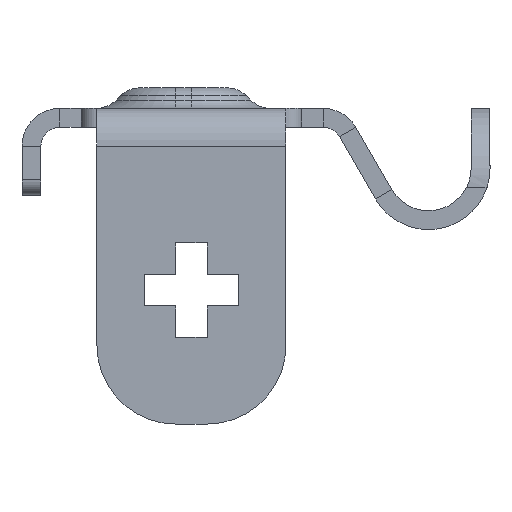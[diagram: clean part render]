
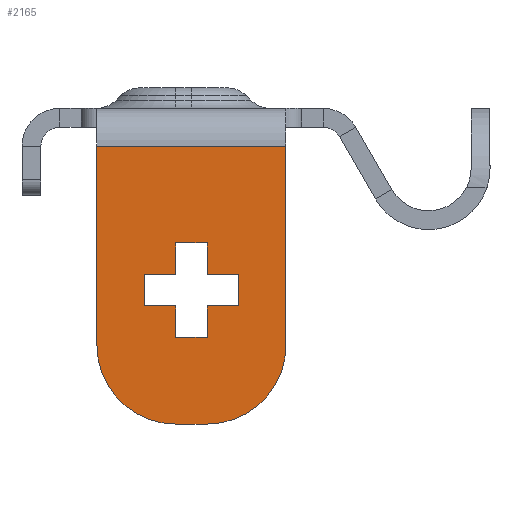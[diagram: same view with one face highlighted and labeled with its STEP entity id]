
A CAD part, front view. The second image highlights one B-rep face of the part: STEP entity #2165.
In plain terms, the highlighted planar face has unit normal (0, -1, 0).
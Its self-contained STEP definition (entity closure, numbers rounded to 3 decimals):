
#153 = ORIENTED_EDGE ( 'NONE', *, *, #2176, .F. ) ;
#222 = CARTESIAN_POINT ( 'NONE',  ( -2.493, -112.703, -12.543 ) ) ;
#232 = DIRECTION ( 'NONE',  ( -1., 0., 0. ) ) ;
#258 = DIRECTION ( 'NONE',  ( 0., 1., 0. ) ) ;
#440 = CARTESIAN_POINT ( 'NONE',  ( 6.507, -112.703, -2.4 ) ) ;
#457 = CIRCLE ( 'NONE', #6067, 5. ) ;
#495 = EDGE_CURVE ( 'NONE', #2171, #5444, #3512, .T. ) ;
#549 = EDGE_CURVE ( 'NONE', #3265, #1271, #6920, .T. ) ;
#550 = LINE ( 'NONE', #3615, #6336 ) ;
#555 = ORIENTED_EDGE ( 'NONE', *, *, #1504, .F. ) ;
#661 = VECTOR ( 'NONE', #7631, 1000. ) ;
#703 = VECTOR ( 'NONE', #7335, 1000. ) ;
#711 = CARTESIAN_POINT ( 'NONE',  ( -0.493, -112.703, -14.543 ) ) ;
#736 = VERTEX_POINT ( 'NONE', #3590 ) ;
#787 = CARTESIAN_POINT ( 'NONE',  ( 1.507, -112.703, -8.543 ) ) ;
#791 = EDGE_CURVE ( 'NONE', #3056, #2108, #4701, .T. ) ;
#844 = EDGE_LOOP ( 'NONE', ( #2371, #153, #7200, #6982, #875, #3616, #5525, #1393, #7805, #4117, #5940, #555 ) ) ;
#875 = ORIENTED_EDGE ( 'NONE', *, *, #2703, .F. ) ;
#1046 = EDGE_CURVE ( 'NONE', #736, #8095, #1270, .T. ) ;
#1133 = EDGE_LOOP ( 'NONE', ( #6368, #7319, #5705, #4184, #5218, #2622 ) ) ;
#1145 = DIRECTION ( 'NONE',  ( 0., 0., -1. ) ) ;
#1174 = DIRECTION ( 'NONE',  ( 0., 0., -1. ) ) ;
#1219 = CARTESIAN_POINT ( 'NONE',  ( 6.507, -112.703, -15.043 ) ) ;
#1270 = LINE ( 'NONE', #1908, #3255 ) ;
#1271 = VERTEX_POINT ( 'NONE', #5613 ) ;
#1277 = CARTESIAN_POINT ( 'NONE',  ( -2.493, -112.703, -10.543 ) ) ;
#1285 = CARTESIAN_POINT ( 'NONE',  ( 1.507, -112.703, -14.543 ) ) ;
#1382 = VECTOR ( 'NONE', #2823, 1000. ) ;
#1393 = ORIENTED_EDGE ( 'NONE', *, *, #549, .F. ) ;
#1432 = VERTEX_POINT ( 'NONE', #3315 ) ;
#1439 = CARTESIAN_POINT ( 'NONE',  ( 6.507, -112.703, -20.043 ) ) ;
#1481 = DIRECTION ( 'NONE',  ( -1., 0., 0. ) ) ;
#1504 = EDGE_CURVE ( 'NONE', #8095, #3056, #5225, .T. ) ;
#1530 = CIRCLE ( 'NONE', #7939, 5. ) ;
#1608 = FACE_BOUND ( 'NONE', #844, .T. ) ;
#1627 = DIRECTION ( 'NONE',  ( 1., 0., 0. ) ) ;
#1908 = CARTESIAN_POINT ( 'NONE',  ( 1.507, -112.703, -8.543 ) ) ;
#1911 = VECTOR ( 'NONE', #1627, 1000. ) ;
#1966 = DIRECTION ( 'NONE',  ( 0., 0., 1. ) ) ;
#2002 = CARTESIAN_POINT ( 'NONE',  ( -0.493, -112.703, -12.543 ) ) ;
#2011 = EDGE_CURVE ( 'NONE', #4849, #7253, #7120, .T. ) ;
#2108 = VERTEX_POINT ( 'NONE', #3454 ) ;
#2129 = VERTEX_POINT ( 'NONE', #2867 ) ;
#2165 = ADVANCED_FACE ( 'NONE', ( #1608, #3583 ), #6128, .F. ) ;
#2171 = VERTEX_POINT ( 'NONE', #4654 ) ;
#2176 = EDGE_CURVE ( 'NONE', #6516, #736, #6697, .T. ) ;
#2199 = DIRECTION ( 'NONE',  ( -1., 0., 0. ) ) ;
#2222 = EDGE_CURVE ( 'NONE', #7253, #2264, #457, .T. ) ;
#2264 = VERTEX_POINT ( 'NONE', #1219 ) ;
#2291 = DIRECTION ( 'NONE',  ( -1., 0., 0. ) ) ;
#2371 = ORIENTED_EDGE ( 'NONE', *, *, #1046, .F. ) ;
#2610 = EDGE_CURVE ( 'NONE', #1271, #6253, #550, .T. ) ;
#2616 = VECTOR ( 'NONE', #1481, 1000. ) ;
#2622 = ORIENTED_EDGE ( 'NONE', *, *, #2222, .T. ) ;
#2627 = LINE ( 'NONE', #4540, #2616 ) ;
#2703 = EDGE_CURVE ( 'NONE', #1432, #2171, #3934, .T. ) ;
#2721 = DIRECTION ( 'NONE',  ( -1., 0., 0. ) ) ;
#2733 = EDGE_CURVE ( 'NONE', #2129, #4849, #1530, .T. ) ;
#2744 = CARTESIAN_POINT ( 'NONE',  ( 1.507, -112.703, -8.543 ) ) ;
#2760 = VECTOR ( 'NONE', #7529, 1000. ) ;
#2772 = DIRECTION ( 'NONE',  ( 0., 0., 1. ) ) ;
#2823 = DIRECTION ( 'NONE',  ( -1., 0., 0. ) ) ;
#2867 = CARTESIAN_POINT ( 'NONE',  ( -5.493, -112.703, -15.043 ) ) ;
#2992 = EDGE_CURVE ( 'NONE', #4468, #3265, #4928, .T. ) ;
#3056 = VERTEX_POINT ( 'NONE', #3219 ) ;
#3137 = DIRECTION ( 'NONE',  ( 0., 0., -1. ) ) ;
#3170 = EDGE_CURVE ( 'NONE', #6731, #5891, #2627, .T. ) ;
#3206 = EDGE_CURVE ( 'NONE', #2108, #4468, #8005, .T. ) ;
#3219 = CARTESIAN_POINT ( 'NONE',  ( -0.493, -112.703, -8.543 ) ) ;
#3221 = DIRECTION ( 'NONE',  ( 1., 0., 0. ) ) ;
#3224 = LINE ( 'NONE', #1285, #661 ) ;
#3255 = VECTOR ( 'NONE', #2772, 1000. ) ;
#3265 = VERTEX_POINT ( 'NONE', #222 ) ;
#3290 = VECTOR ( 'NONE', #7918, 1000. ) ;
#3315 = CARTESIAN_POINT ( 'NONE',  ( 1.507, -112.703, -14.543 ) ) ;
#3372 = DIRECTION ( 'NONE',  ( 1., 0., 0. ) ) ;
#3423 = DIRECTION ( 'NONE',  ( 0., 0., 1. ) ) ;
#3454 = CARTESIAN_POINT ( 'NONE',  ( -0.493, -112.703, -10.543 ) ) ;
#3512 = LINE ( 'NONE', #6060, #1911 ) ;
#3532 = VECTOR ( 'NONE', #3372, 1000. ) ;
#3583 = FACE_OUTER_BOUND ( 'NONE', #1133, .T. ) ;
#3590 = CARTESIAN_POINT ( 'NONE',  ( 1.507, -112.703, -10.543 ) ) ;
#3615 = CARTESIAN_POINT ( 'NONE',  ( -0.493, -112.703, -12.543 ) ) ;
#3616 = ORIENTED_EDGE ( 'NONE', *, *, #7581, .F. ) ;
#3732 = EDGE_CURVE ( 'NONE', #2264, #6731, #7452, .T. ) ;
#3781 = LINE ( 'NONE', #6870, #7965 ) ;
#3934 = LINE ( 'NONE', #5975, #5408 ) ;
#4095 = VECTOR ( 'NONE', #1966, 1000. ) ;
#4117 = ORIENTED_EDGE ( 'NONE', *, *, #3206, .F. ) ;
#4184 = ORIENTED_EDGE ( 'NONE', *, *, #2733, .T. ) ;
#4198 = CARTESIAN_POINT ( 'NONE',  ( -0.493, -112.703, -20.043 ) ) ;
#4283 = EDGE_CURVE ( 'NONE', #5444, #6516, #5143, .T. ) ;
#4468 = VERTEX_POINT ( 'NONE', #5120 ) ;
#4540 = CARTESIAN_POINT ( 'NONE',  ( 10.25, -112.703, -2.4 ) ) ;
#4654 = CARTESIAN_POINT ( 'NONE',  ( 1.507, -112.703, -12.543 ) ) ;
#4701 = LINE ( 'NONE', #4790, #703 ) ;
#4790 = CARTESIAN_POINT ( 'NONE',  ( -0.493, -112.703, -8.543 ) ) ;
#4849 = VERTEX_POINT ( 'NONE', #4198 ) ;
#4928 = LINE ( 'NONE', #1277, #7133 ) ;
#5120 = CARTESIAN_POINT ( 'NONE',  ( -2.493, -112.703, -10.543 ) ) ;
#5143 = LINE ( 'NONE', #7682, #4095 ) ;
#5218 = ORIENTED_EDGE ( 'NONE', *, *, #2011, .T. ) ;
#5225 = LINE ( 'NONE', #787, #8186 ) ;
#5319 = CARTESIAN_POINT ( 'NONE',  ( -5.493, -112.703, -2.4 ) ) ;
#5408 = VECTOR ( 'NONE', #3423, 1000. ) ;
#5444 = VERTEX_POINT ( 'NONE', #6388 ) ;
#5497 = DIRECTION ( 'NONE',  ( 0., -1., 0. ) ) ;
#5525 = ORIENTED_EDGE ( 'NONE', *, *, #2610, .F. ) ;
#5613 = CARTESIAN_POINT ( 'NONE',  ( -0.493, -112.703, -12.543 ) ) ;
#5672 = AXIS2_PLACEMENT_3D ( 'NONE', #6001, #258, #2199 ) ;
#5681 = CARTESIAN_POINT ( 'NONE',  ( 3.507, -112.703, -10.543 ) ) ;
#5705 = ORIENTED_EDGE ( 'NONE', *, *, #5759, .T. ) ;
#5759 = EDGE_CURVE ( 'NONE', #5891, #2129, #3781, .T. ) ;
#5891 = VERTEX_POINT ( 'NONE', #5319 ) ;
#5940 = ORIENTED_EDGE ( 'NONE', *, *, #791, .F. ) ;
#5975 = CARTESIAN_POINT ( 'NONE',  ( 1.507, -112.703, -12.543 ) ) ;
#6001 = CARTESIAN_POINT ( 'NONE',  ( 10.25, -112.703, 215.457 ) ) ;
#6043 = CARTESIAN_POINT ( 'NONE',  ( -0.493, -112.703, -10.543 ) ) ;
#6060 = CARTESIAN_POINT ( 'NONE',  ( 3.507, -112.703, -12.543 ) ) ;
#6067 = AXIS2_PLACEMENT_3D ( 'NONE', #7282, #5497, #2291 ) ;
#6084 = CARTESIAN_POINT ( 'NONE',  ( 3.507, -112.703, -10.543 ) ) ;
#6128 = PLANE ( 'NONE',  #5672 ) ;
#6253 = VERTEX_POINT ( 'NONE', #711 ) ;
#6336 = VECTOR ( 'NONE', #1174, 1000. ) ;
#6368 = ORIENTED_EDGE ( 'NONE', *, *, #3732, .T. ) ;
#6388 = CARTESIAN_POINT ( 'NONE',  ( 3.507, -112.703, -12.543 ) ) ;
#6516 = VERTEX_POINT ( 'NONE', #5681 ) ;
#6697 = LINE ( 'NONE', #6084, #1382 ) ;
#6731 = VERTEX_POINT ( 'NONE', #440 ) ;
#6870 = CARTESIAN_POINT ( 'NONE',  ( -5.493, -112.703, 0.457 ) ) ;
#6920 = LINE ( 'NONE', #2002, #7094 ) ;
#6982 = ORIENTED_EDGE ( 'NONE', *, *, #495, .F. ) ;
#7094 = VECTOR ( 'NONE', #3221, 1000. ) ;
#7120 = LINE ( 'NONE', #1439, #3532 ) ;
#7133 = VECTOR ( 'NONE', #3137, 1000. ) ;
#7200 = ORIENTED_EDGE ( 'NONE', *, *, #4283, .F. ) ;
#7253 = VERTEX_POINT ( 'NONE', #8291 ) ;
#7282 = CARTESIAN_POINT ( 'NONE',  ( 1.507, -112.703, -15.043 ) ) ;
#7319 = ORIENTED_EDGE ( 'NONE', *, *, #3170, .T. ) ;
#7335 = DIRECTION ( 'NONE',  ( 0., 0., -1. ) ) ;
#7404 = CARTESIAN_POINT ( 'NONE',  ( 6.507, -112.703, 0.457 ) ) ;
#7452 = LINE ( 'NONE', #7404, #2760 ) ;
#7529 = DIRECTION ( 'NONE',  ( 0., 0., 1. ) ) ;
#7581 = EDGE_CURVE ( 'NONE', #6253, #1432, #3224, .T. ) ;
#7631 = DIRECTION ( 'NONE',  ( 1., 0., 0. ) ) ;
#7682 = CARTESIAN_POINT ( 'NONE',  ( 3.507, -112.703, -10.543 ) ) ;
#7805 = ORIENTED_EDGE ( 'NONE', *, *, #2992, .F. ) ;
#7887 = CARTESIAN_POINT ( 'NONE',  ( -0.493, -112.703, -15.043 ) ) ;
#7918 = DIRECTION ( 'NONE',  ( -1., 0., 0. ) ) ;
#7939 = AXIS2_PLACEMENT_3D ( 'NONE', #7887, #8241, #232 ) ;
#7965 = VECTOR ( 'NONE', #1145, 1000. ) ;
#8005 = LINE ( 'NONE', #6043, #3290 ) ;
#8095 = VERTEX_POINT ( 'NONE', #2744 ) ;
#8186 = VECTOR ( 'NONE', #2721, 1000. ) ;
#8241 = DIRECTION ( 'NONE',  ( 0., -1., 0. ) ) ;
#8291 = CARTESIAN_POINT ( 'NONE',  ( 1.507, -112.703, -20.043 ) ) ;
